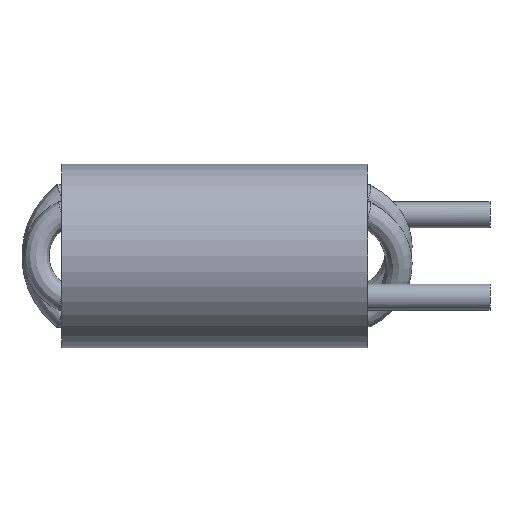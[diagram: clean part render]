
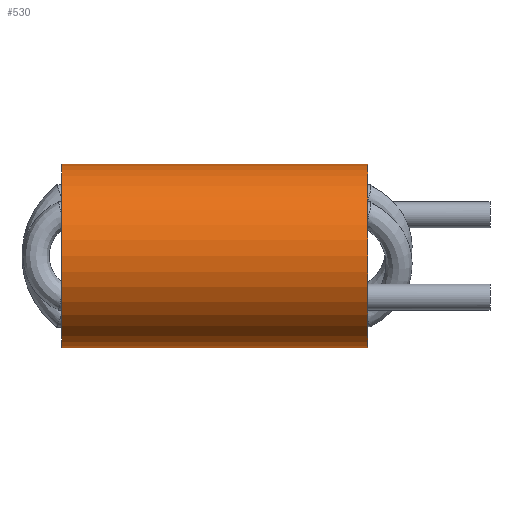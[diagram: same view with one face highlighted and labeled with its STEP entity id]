
A CAD part, left-side view. The second image highlights one B-rep face of the part: STEP entity #530.
In plain terms, the highlighted cylindrical face has radius 3 mm (diameter 6 mm), a partial arc.
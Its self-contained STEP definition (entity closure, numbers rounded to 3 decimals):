
#31 = ORIENTED_EDGE ( 'NONE', *, *, #1113, .T. ) ;
#218 = DIRECTION ( 'NONE',  ( 0., -1., 0. ) ) ;
#280 = EDGE_CURVE ( 'NONE', #1208, #3529, #3085, .T. ) ;
#530 = ADVANCED_FACE ( 'NONE', ( #1195 ), #3129, .T. ) ;
#696 = DIRECTION ( 'NONE',  ( 0., 0., 1. ) ) ;
#710 = EDGE_CURVE ( 'NONE', #3529, #1206, #1066, .T. ) ;
#791 = DIRECTION ( 'NONE',  ( 0., 0., 1. ) ) ;
#903 = EDGE_CURVE ( 'NONE', #1208, #2457, #4189, .T. ) ;
#1012 = CARTESIAN_POINT ( 'NONE',  ( 0., 0., 0. ) ) ;
#1035 = ORIENTED_EDGE ( 'NONE', *, *, #710, .F. ) ;
#1066 = LINE ( 'NONE', #1638, #3622 ) ;
#1113 = EDGE_CURVE ( 'NONE', #2457, #1206, #3665, .T. ) ;
#1195 = FACE_OUTER_BOUND ( 'NONE', #3426, .T. ) ;
#1206 = VERTEX_POINT ( 'NONE', #4039 ) ;
#1208 = VERTEX_POINT ( 'NONE', #3349 ) ;
#1251 = VECTOR ( 'NONE', #2497, 1000. ) ;
#1301 = ORIENTED_EDGE ( 'NONE', *, *, #280, .F. ) ;
#1451 = DIRECTION ( 'NONE',  ( 0., 1., 0. ) ) ;
#1638 = CARTESIAN_POINT ( 'NONE',  ( 0., 10., 3. ) ) ;
#1806 = DIRECTION ( 'NONE',  ( 0., 0., -1. ) ) ;
#1848 = CARTESIAN_POINT ( 'NONE',  ( 0., 10., 0. ) ) ;
#2155 = AXIS2_PLACEMENT_3D ( 'NONE', #3649, #1451, #791 ) ;
#2457 = VERTEX_POINT ( 'NONE', #2780 ) ;
#2497 = DIRECTION ( 'NONE',  ( 0., -1., 0. ) ) ;
#2780 = CARTESIAN_POINT ( 'NONE',  ( 0., 0., -3. ) ) ;
#2938 = DIRECTION ( 'NONE',  ( 0., -1., 0. ) ) ;
#3085 = CIRCLE ( 'NONE', #2155, 3. ) ;
#3129 = CYLINDRICAL_SURFACE ( 'NONE', #4175, 3. ) ;
#3349 = CARTESIAN_POINT ( 'NONE',  ( 0., 10., -3. ) ) ;
#3355 = ORIENTED_EDGE ( 'NONE', *, *, #903, .T. ) ;
#3426 = EDGE_LOOP ( 'NONE', ( #1035, #1301, #3355, #31 ) ) ;
#3529 = VERTEX_POINT ( 'NONE', #3854 ) ;
#3604 = DIRECTION ( 'NONE',  ( 0., 1., 0. ) ) ;
#3622 = VECTOR ( 'NONE', #2938, 1000. ) ;
#3649 = CARTESIAN_POINT ( 'NONE',  ( 0., 10., 0. ) ) ;
#3665 = CIRCLE ( 'NONE', #4082, 3. ) ;
#3854 = CARTESIAN_POINT ( 'NONE',  ( 0., 10., 3. ) ) ;
#3869 = CARTESIAN_POINT ( 'NONE',  ( 0., 10., -3. ) ) ;
#4039 = CARTESIAN_POINT ( 'NONE',  ( 0., 0., 3. ) ) ;
#4082 = AXIS2_PLACEMENT_3D ( 'NONE', #1012, #3604, #696 ) ;
#4175 = AXIS2_PLACEMENT_3D ( 'NONE', #1848, #218, #1806 ) ;
#4189 = LINE ( 'NONE', #3869, #1251 ) ;
